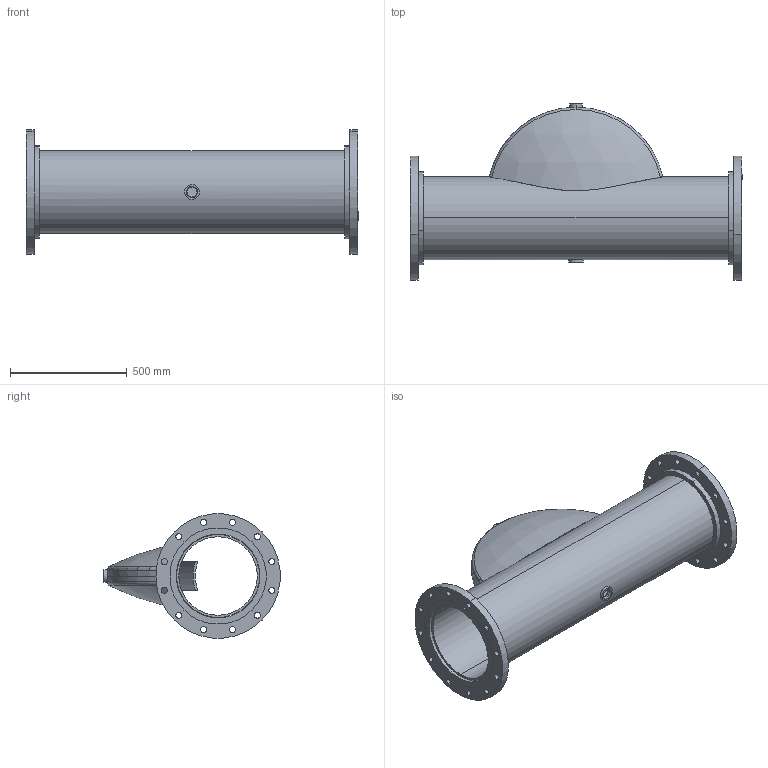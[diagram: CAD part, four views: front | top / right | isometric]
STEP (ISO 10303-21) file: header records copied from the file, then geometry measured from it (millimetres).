
FILE_DESCRIPTION (( 'STEP AP203' ), '1' );
FILE_NAME ('AP-114.STEP', '2021-03-10T14:55:25', ( '' ), ( '' ), 'SwSTEP 2.0', 'SolidWorks 2021', '' );
FILE_SCHEMA (( 'CONFIG_CONTROL_DESIGN' ));
Length unit declared in the file: inch
Products named in the file (7): 9500070; 99D0074; AP-114; 99P0419; 9461130; 99P0420; 9500060
Assembly tree (8 placements, depth 2):
  AP-114
    99P0419
    99D0074  x2
    9500060
    9500070
    9461130  x2
    99P0420
Bounding box: 1422.4 x 754.64 x 531.37 mm (x, y, z)
Volume: 25001152 mm3; surface area: 4875401.3 mm2
Topology: 8 solids, 8 shells, 153 faces, 378 edges, 248 vertices
Faces by surface type: cylinder 97, plane 32, torus 8, bspline 8, sphere 4, cone 4
Entity records: 5274 total; most frequent: CARTESIAN_POINT 2064, DIRECTION 538, ORIENTED_EDGE 468, EDGE_CURVE 234, AXIS2_PLACEMENT_3D 227, VERTEX_POINT 154, EDGE_LOOP 138, CIRCLE 124
